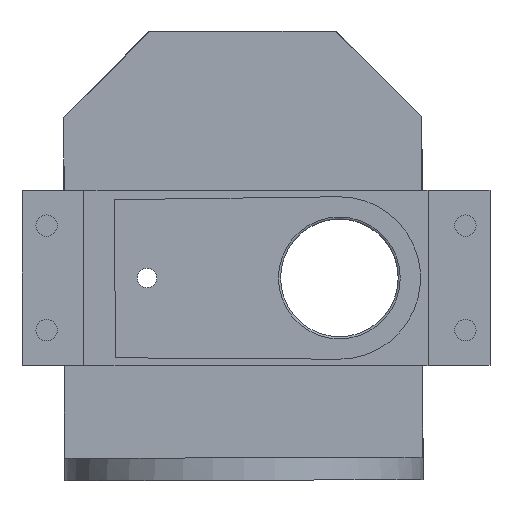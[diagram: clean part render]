
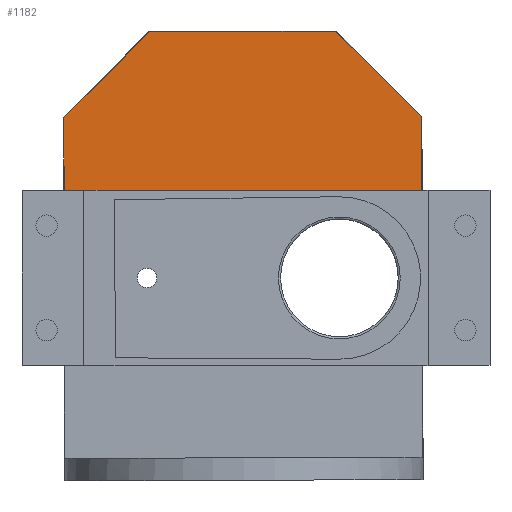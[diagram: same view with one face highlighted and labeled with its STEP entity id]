
A CAD part, left-side view. The second image highlights one B-rep face of the part: STEP entity #1182.
In plain terms, the highlighted planar face has unit normal (-1, 0, 0).
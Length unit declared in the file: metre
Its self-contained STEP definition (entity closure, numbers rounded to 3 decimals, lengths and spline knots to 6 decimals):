
#23=B_SPLINE_CURVE_WITH_KNOTS('',3,(#1954,#1955,#1956,#1957),
 .UNSPECIFIED.,.F.,.F.,(4,4),(0.,1.),.UNSPECIFIED.);
#24=B_SPLINE_CURVE_WITH_KNOTS('',3,(#1958,#1959,#1960,#1961),
 .UNSPECIFIED.,.F.,.F.,(4,4),(0.,1.),.UNSPECIFIED.);
#94=LINE('',#1883,#197);
#101=LINE('',#1947,#204);
#102=LINE('',#1949,#205);
#103=LINE('',#1951,#206);
#104=LINE('',#1953,#207);
#197=VECTOR('',#1502,0.022078);
#204=VECTOR('',#1563,0.008651);
#205=VECTOR('',#1564,0.002364);
#206=VECTOR('',#1565,0.040139);
#207=VECTOR('',#1566,0.008796);
#308=FACE_OUTER_BOUND('',#397,.T.);
#397=EDGE_LOOP('',(#919,#920,#921,#922,#923,#924,#925));
#562=VERTEX_POINT('',#1880);
#563=VERTEX_POINT('',#1882);
#578=VERTEX_POINT('',#1945);
#579=VERTEX_POINT('',#1946);
#580=VERTEX_POINT('',#1948);
#581=VERTEX_POINT('',#1950);
#582=VERTEX_POINT('',#1952);
#685=EDGE_CURVE('',#562,#563,#94,.T.);
#708=EDGE_CURVE('',#578,#579,#101,.F.);
#709=EDGE_CURVE('',#578,#580,#102,.T.);
#710=EDGE_CURVE('',#580,#581,#103,.T.);
#711=EDGE_CURVE('',#582,#581,#104,.T.);
#712=EDGE_CURVE('',#582,#563,#23,.T.);
#713=EDGE_CURVE('',#562,#579,#24,.T.);
#919=ORIENTED_EDGE('',*,*,#708,.F.);
#920=ORIENTED_EDGE('',*,*,#709,.T.);
#921=ORIENTED_EDGE('',*,*,#710,.T.);
#922=ORIENTED_EDGE('',*,*,#711,.F.);
#923=ORIENTED_EDGE('',*,*,#712,.T.);
#924=ORIENTED_EDGE('',*,*,#685,.F.);
#925=ORIENTED_EDGE('',*,*,#713,.T.);
#1122=PLANE('',#1311);
#1182=ADVANCED_FACE('',(#308),#1122,.T.);
#1311=AXIS2_PLACEMENT_3D('',#1944,#1561,#1562);
#1502=DIRECTION('',(0.,-1.,0.003));
#1561=DIRECTION('center_axis',(-1.,0.,0.));
#1562=DIRECTION('ref_axis',(0.,0.,1.));
#1563=DIRECTION('',(0.,-0.003,-1.));
#1564=DIRECTION('',(0.,-1.,0.));
#1565=DIRECTION('',(0.,-1.,0.));
#1566=DIRECTION('',(0.,-0.003,-1.));
#1880=CARTESIAN_POINT('',(0.007338,0.011197,0.479355));
#1882=CARTESIAN_POINT('',(0.007338,-0.010881,0.479431));
#1883=CARTESIAN_POINT('',(0.007338,0.011197,0.479355));
#1944=CARTESIAN_POINT('Origin',(0.007338,0.000054,
0.454039));
#1945=CARTESIAN_POINT('',(0.007338,0.021345,0.460509));
#1946=CARTESIAN_POINT('',(0.007338,0.021374,0.46916));
#1947=CARTESIAN_POINT('',(0.007338,0.021374,0.46916));
#1948=CARTESIAN_POINT('',(0.007338,0.018981,0.460509));
#1949=CARTESIAN_POINT('',(0.007338,0.021345,0.460509));
#1950=CARTESIAN_POINT('',(0.007338,-0.021158,0.460509));
#1951=CARTESIAN_POINT('',(0.007338,0.018981,0.460509));
#1952=CARTESIAN_POINT('',(0.007338,-0.021128,0.469306));
#1953=CARTESIAN_POINT('',(0.007338,-0.021128,0.469306));
#1954=CARTESIAN_POINT('Ctrl Pts',(0.007338,-0.021128,
0.469306));
#1955=CARTESIAN_POINT('Ctrl Pts',(0.007338,-0.017717,
0.472685));
#1956=CARTESIAN_POINT('Ctrl Pts',(0.007338,-0.014305,
0.476064));
#1957=CARTESIAN_POINT('Ctrl Pts',(0.007338,-0.010881,
0.479431));
#1958=CARTESIAN_POINT('Ctrl Pts',(0.007338,0.011197,
0.479355));
#1959=CARTESIAN_POINT('Ctrl Pts',(0.007338,0.014597,
0.475965));
#1960=CARTESIAN_POINT('Ctrl Pts',(0.007338,0.017986,
0.472563));
#1961=CARTESIAN_POINT('Ctrl Pts',(0.007338,0.021374,
0.46916));
